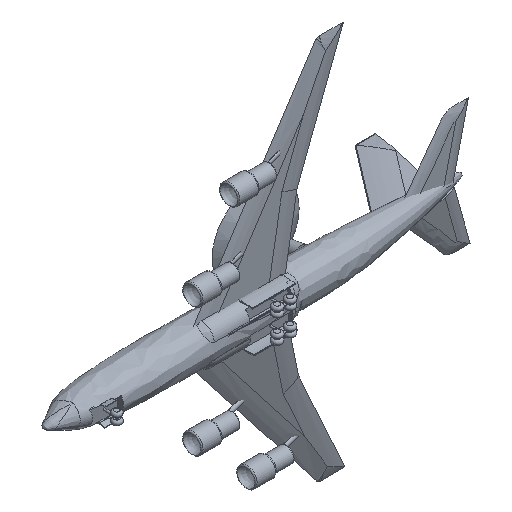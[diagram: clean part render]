
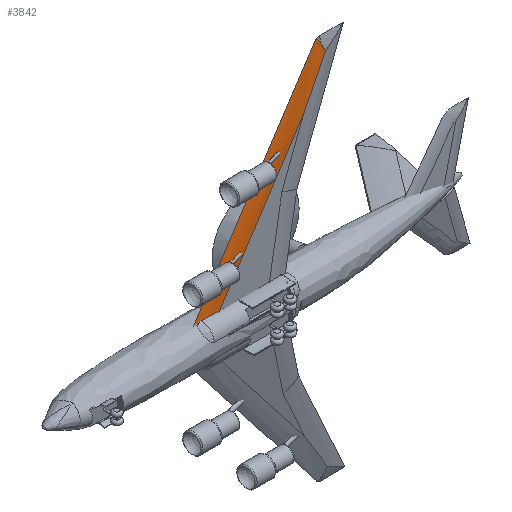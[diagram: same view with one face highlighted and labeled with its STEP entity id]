
A CAD part, isometric view. The second image highlights one B-rep face of the part: STEP entity #3842.
In plain terms, the highlighted free-form (B-spline) face has degree [3, 3] with [4, 4] control points.
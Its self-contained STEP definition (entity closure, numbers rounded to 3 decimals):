
#262=(
BOUNDED_CURVE()
B_SPLINE_CURVE(5,(#6473,#6474,#6475,#6476,#6477,#6478,#6479,#6480,#6481,
#6482),.UNSPECIFIED.,.F.,.F.)
B_SPLINE_CURVE_WITH_KNOTS((6,1,1,1,1,6),(-0.986,-0.8,-0.6,-0.4,
-0.2,0.),.UNSPECIFIED.)
CURVE()
GEOMETRIC_REPRESENTATION_ITEM()
RATIONAL_B_SPLINE_CURVE((1.,1.,1.,1.,1.,1.,1.,1.,1.,1.))
REPRESENTATION_ITEM('')
);
#285=B_SPLINE_SURFACE_WITH_KNOTS('',3,3,((#6440,#6441,#6442,#6443),(#6444,
#6445,#6446,#6447),(#6448,#6449,#6450,#6451),(#6452,#6453,#6454,#6455)),
 .UNSPECIFIED.,.F.,.F.,.F.,(4,4),(4,4),(0.,1.),(-0.519,0.007),
 .UNSPECIFIED.);
#318=B_SPLINE_CURVE_WITH_KNOTS('',3,(#6422,#6423,#6424,#6425,#6426,#6427,
#6428),.UNSPECIFIED.,.F.,.F.,(4,3,4),(-0.126,-0.125,
-0.014),.UNSPECIFIED.);
#319=B_SPLINE_CURVE_WITH_KNOTS('',3,(#6436,#6437,#6438,#6439),
 .UNSPECIFIED.,.F.,.F.,(4,4),(0.,0.017),.UNSPECIFIED.);
#320=B_SPLINE_CURVE_WITH_KNOTS('',3,(#6457,#6458,#6459,#6460),
 .UNSPECIFIED.,.F.,.F.,(4,4),(0.002,0.017),
 .UNSPECIFIED.);
#321=B_SPLINE_CURVE_WITH_KNOTS('',3,(#6462,#6463,#6464,#6465,#6466,#6467,
#6468,#6469,#6470,#6471),.UNSPECIFIED.,.F.,.F.,(4,3,3,4),(0.,
0.002,0.004,0.007),
 .UNSPECIFIED.);
#322=B_SPLINE_CURVE_WITH_KNOTS('',3,(#6484,#6485,#6486,#6487,#6488,#6489,
#6490,#6491,#6492,#6493),.UNSPECIFIED.,.F.,.F.,(4,3,3,4),(0.,0.027,
0.052,0.054),.UNSPECIFIED.);
#323=B_SPLINE_CURVE_WITH_KNOTS('',3,(#6494,#6495,#6496,#6497),
 .UNSPECIFIED.,.F.,.F.,(4,4),(0.119,0.485),
 .UNSPECIFIED.);
#727=FACE_OUTER_BOUND('',#1000,.T.);
#1000=EDGE_LOOP('',(#2737,#2738,#2739,#2740,#2741,#2742,#2743));
#1729=VERTEX_POINT('',#6418);
#1731=VERTEX_POINT('',#6421);
#1733=VERTEX_POINT('',#6434);
#1734=VERTEX_POINT('',#6456);
#1735=VERTEX_POINT('',#6461);
#1736=VERTEX_POINT('',#6472);
#1737=VERTEX_POINT('',#6483);
#2119=EDGE_CURVE('',#1731,#1729,#318,.T.);
#2124=EDGE_CURVE('',#1733,#1729,#319,.T.);
#2125=EDGE_CURVE('',#1734,#1733,#320,.T.);
#2126=EDGE_CURVE('',#1735,#1734,#321,.T.);
#2127=EDGE_CURVE('',#1735,#1736,#262,.T.);
#2128=EDGE_CURVE('',#1737,#1736,#322,.T.);
#2129=EDGE_CURVE('',#1731,#1737,#323,.T.);
#2737=ORIENTED_EDGE('',*,*,#2119,.T.);
#2738=ORIENTED_EDGE('',*,*,#2124,.F.);
#2739=ORIENTED_EDGE('',*,*,#2125,.F.);
#2740=ORIENTED_EDGE('',*,*,#2126,.F.);
#2741=ORIENTED_EDGE('',*,*,#2127,.T.);
#2742=ORIENTED_EDGE('',*,*,#2128,.F.);
#2743=ORIENTED_EDGE('',*,*,#2129,.F.);
#3842=ADVANCED_FACE('',(#727),#285,.T.);
#6418=CARTESIAN_POINT('',(5.127,-3.291,4.383));
#6421=CARTESIAN_POINT('',(4.521,-3.377,3.437));
#6422=CARTESIAN_POINT('Ctrl Pts',(4.521,-3.377,3.437));
#6423=CARTESIAN_POINT('Ctrl Pts',(4.524,-3.377,3.441));
#6424=CARTESIAN_POINT('Ctrl Pts',(4.527,-3.376,3.446));
#6425=CARTESIAN_POINT('Ctrl Pts',(4.529,-3.376,3.45));
#6426=CARTESIAN_POINT('Ctrl Pts',(4.729,-3.349,3.761));
#6427=CARTESIAN_POINT('Ctrl Pts',(4.928,-3.32,4.072));
#6428=CARTESIAN_POINT('Ctrl Pts',(5.127,-3.291,4.383));
#6434=CARTESIAN_POINT('',(5.056,-3.261,4.529));
#6436=CARTESIAN_POINT('Ctrl Pts',(5.056,-3.261,4.529));
#6437=CARTESIAN_POINT('Ctrl Pts',(5.08,-3.273,4.481));
#6438=CARTESIAN_POINT('Ctrl Pts',(5.103,-3.283,4.432));
#6439=CARTESIAN_POINT('Ctrl Pts',(5.127,-3.291,4.383));
#6440=CARTESIAN_POINT('Ctrl Pts',(1.708,-3.577,0.575));
#6441=CARTESIAN_POINT('Ctrl Pts',(2.798,-3.458,1.94));
#6442=CARTESIAN_POINT('Ctrl Pts',(3.889,-3.339,3.305));
#6443=CARTESIAN_POINT('Ctrl Pts',(4.979,-3.219,4.67));
#6444=CARTESIAN_POINT('Ctrl Pts',(1.814,-3.618,0.493));
#6445=CARTESIAN_POINT('Ctrl Pts',(2.904,-3.498,1.858));
#6446=CARTESIAN_POINT('Ctrl Pts',(3.995,-3.379,3.224));
#6447=CARTESIAN_POINT('Ctrl Pts',(5.085,-3.26,4.589));
#6448=CARTESIAN_POINT('Ctrl Pts',(1.923,-3.642,0.408));
#6449=CARTESIAN_POINT('Ctrl Pts',(3.014,-3.523,1.773));
#6450=CARTESIAN_POINT('Ctrl Pts',(4.104,-3.403,3.139));
#6451=CARTESIAN_POINT('Ctrl Pts',(5.195,-3.284,4.504));
#6452=CARTESIAN_POINT('Ctrl Pts',(2.033,-3.65,0.321));
#6453=CARTESIAN_POINT('Ctrl Pts',(3.123,-3.53,1.687));
#6454=CARTESIAN_POINT('Ctrl Pts',(4.214,-3.411,3.052));
#6455=CARTESIAN_POINT('Ctrl Pts',(5.304,-3.291,4.417));
#6456=CARTESIAN_POINT('',(4.991,-3.223,4.661));
#6457=CARTESIAN_POINT('Ctrl Pts',(4.991,-3.223,4.661));
#6458=CARTESIAN_POINT('Ctrl Pts',(5.012,-3.238,4.618));
#6459=CARTESIAN_POINT('Ctrl Pts',(5.034,-3.25,4.574));
#6460=CARTESIAN_POINT('Ctrl Pts',(5.056,-3.261,4.529));
#6461=CARTESIAN_POINT('',(4.938,-3.224,4.62));
#6462=CARTESIAN_POINT('Ctrl Pts',(4.938,-3.224,4.62));
#6463=CARTESIAN_POINT('Ctrl Pts',(4.943,-3.223,4.625));
#6464=CARTESIAN_POINT('Ctrl Pts',(4.947,-3.223,4.629));
#6465=CARTESIAN_POINT('Ctrl Pts',(4.952,-3.223,4.634));
#6466=CARTESIAN_POINT('Ctrl Pts',(4.957,-3.222,4.639));
#6467=CARTESIAN_POINT('Ctrl Pts',(4.963,-3.222,4.644));
#6468=CARTESIAN_POINT('Ctrl Pts',(4.97,-3.222,4.649));
#6469=CARTESIAN_POINT('Ctrl Pts',(4.976,-3.223,4.654));
#6470=CARTESIAN_POINT('Ctrl Pts',(4.983,-3.223,4.658));
#6471=CARTESIAN_POINT('Ctrl Pts',(4.991,-3.223,4.661));
#6472=CARTESIAN_POINT('',(1.708,-3.577,0.575));
#6473=CARTESIAN_POINT('Ctrl Pts',(4.938,-3.224,4.62));
#6474=CARTESIAN_POINT('Ctrl Pts',(4.816,-3.237,4.467));
#6475=CARTESIAN_POINT('Ctrl Pts',(4.563,-3.265,4.15));
#6476=CARTESIAN_POINT('Ctrl Pts',(4.179,-3.307,3.669));
#6477=CARTESIAN_POINT('Ctrl Pts',(3.664,-3.363,3.024));
#6478=CARTESIAN_POINT('Ctrl Pts',(3.018,-3.434,2.215));
#6479=CARTESIAN_POINT('Ctrl Pts',(2.494,-3.491,1.559));
#6480=CARTESIAN_POINT('Ctrl Pts',(2.101,-3.534,1.067));
#6481=CARTESIAN_POINT('Ctrl Pts',(1.839,-3.563,0.739));
#6482=CARTESIAN_POINT('Ctrl Pts',(1.708,-3.577,0.575));
#6483=CARTESIAN_POINT('',(2.242,-3.627,0.583));
#6484=CARTESIAN_POINT('Ctrl Pts',(2.242,-3.627,0.583));
#6485=CARTESIAN_POINT('Ctrl Pts',(2.152,-3.627,0.582));
#6486=CARTESIAN_POINT('Ctrl Pts',(2.063,-3.623,0.581));
#6487=CARTESIAN_POINT('Ctrl Pts',(1.974,-3.615,0.58));
#6488=CARTESIAN_POINT('Ctrl Pts',(1.89,-3.607,0.579));
#6489=CARTESIAN_POINT('Ctrl Pts',(1.807,-3.596,0.577));
#6490=CARTESIAN_POINT('Ctrl Pts',(1.725,-3.581,0.575));
#6491=CARTESIAN_POINT('Ctrl Pts',(1.719,-3.58,0.575));
#6492=CARTESIAN_POINT('Ctrl Pts',(1.713,-3.579,0.575));
#6493=CARTESIAN_POINT('Ctrl Pts',(1.708,-3.577,0.575));
#6494=CARTESIAN_POINT('Ctrl Pts',(4.521,-3.377,3.437));
#6495=CARTESIAN_POINT('Ctrl Pts',(3.762,-3.46,2.486));
#6496=CARTESIAN_POINT('Ctrl Pts',(3.002,-3.544,1.535));
#6497=CARTESIAN_POINT('Ctrl Pts',(2.242,-3.627,0.583));
